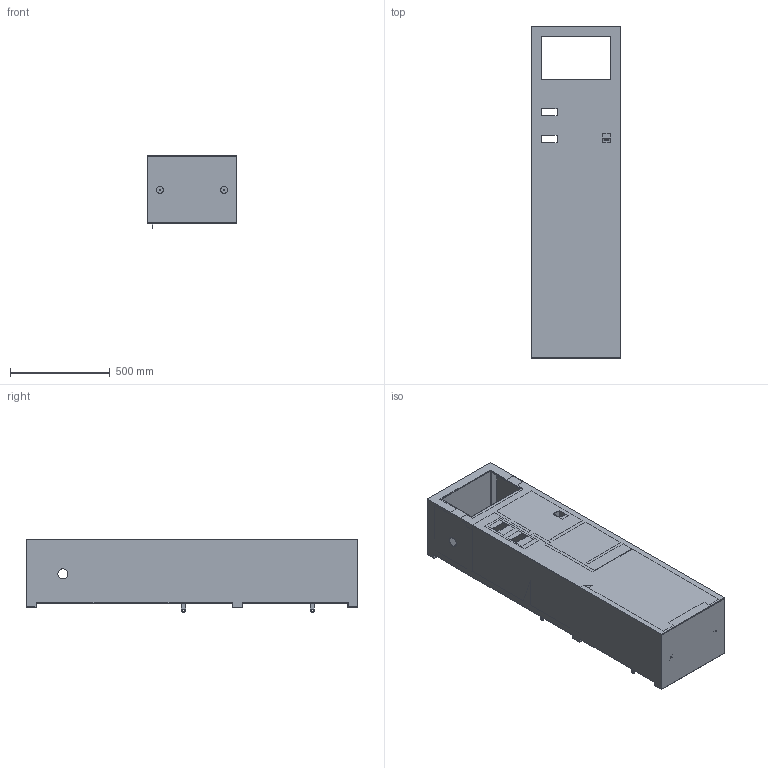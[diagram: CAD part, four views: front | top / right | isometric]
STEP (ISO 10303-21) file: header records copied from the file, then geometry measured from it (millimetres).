
FILE_DESCRIPTION (( 'STEP AP214' ), '1' );
FILE_NAME ('Body part Cina.STEP', '2024-04-17T02:53:43', ( '' ), ( '' ), 'SwSTEP 2.0', 'SolidWorks 2022', '' );
FILE_SCHEMA (( 'AUTOMOTIVE_DESIGN' ));
Length unit declared in the file: millimetre
Products named in the file (1): Body part Cina
Bounding box: 451 x 1665 x 366 mm (x, y, z)
Volume: 39186640.1 mm3; surface area: 5517452.8 mm2
Topology: 2 solids, 2 shells, 363 faces, 968 edges, 621 vertices
Faces by surface type: plane 232, cylinder 119, sphere 12
Entity records: 11264 total; most frequent: CARTESIAN_POINT 1947, ORIENTED_EDGE 1912, DIRECTION 1910, EDGE_CURVE 956, LINE 726, VECTOR 726, VERTEX_POINT 621, AXIS2_PLACEMENT_3D 592
